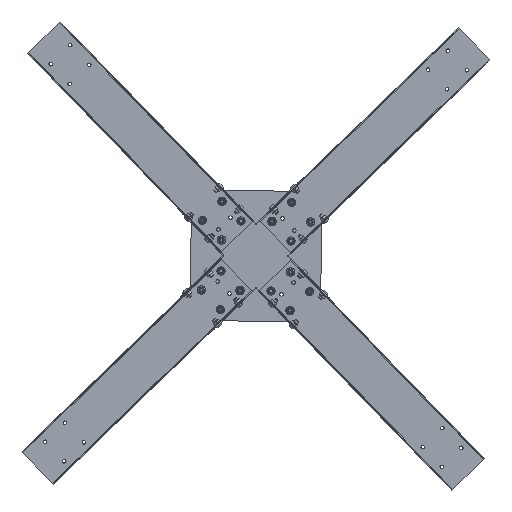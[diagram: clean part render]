
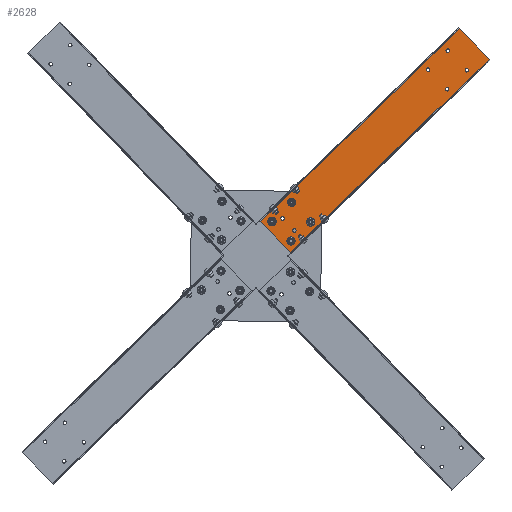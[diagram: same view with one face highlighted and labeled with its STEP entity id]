
A CAD part, front view. The second image highlights one B-rep face of the part: STEP entity #2628.
In plain terms, the highlighted face is planar.
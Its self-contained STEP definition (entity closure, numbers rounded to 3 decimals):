
#540=FACE_BOUND('',#871,.T.);
#541=FACE_BOUND('',#872,.T.);
#542=FACE_BOUND('',#873,.T.);
#543=FACE_BOUND('',#874,.T.);
#544=FACE_BOUND('',#875,.T.);
#545=FACE_BOUND('',#876,.T.);
#546=FACE_BOUND('',#877,.T.);
#547=FACE_BOUND('',#878,.T.);
#548=FACE_BOUND('',#879,.T.);
#549=FACE_BOUND('',#880,.T.);
#589=PLANE('',#2975);
#688=FACE_OUTER_BOUND('',#870,.T.);
#870=EDGE_LOOP('',(#2230,#2231,#2232,#2233));
#871=EDGE_LOOP('',(#2234));
#872=EDGE_LOOP('',(#2235));
#873=EDGE_LOOP('',(#2236));
#874=EDGE_LOOP('',(#2237));
#875=EDGE_LOOP('',(#2238));
#876=EDGE_LOOP('',(#2239));
#877=EDGE_LOOP('',(#2240));
#878=EDGE_LOOP('',(#2241));
#879=EDGE_LOOP('',(#2242));
#880=EDGE_LOOP('',(#2243));
#1029=LINE('',#4398,#1184);
#1038=LINE('',#4424,#1193);
#1040=LINE('',#4427,#1195);
#1042=LINE('',#4431,#1197);
#1184=VECTOR('',#3545,10.);
#1193=VECTOR('',#3576,10.);
#1195=VECTOR('',#3580,10.);
#1197=VECTOR('',#3586,10.);
#1311=CIRCLE('',#2909,1.5);
#1313=CIRCLE('',#2912,1.5);
#1319=CIRCLE('',#2923,1.5);
#1321=CIRCLE('',#2926,1.5);
#1323=CIRCLE('',#2929,1.5);
#1325=CIRCLE('',#2932,1.5);
#1327=CIRCLE('',#2935,1.5);
#1329=CIRCLE('',#2938,1.5);
#1331=CIRCLE('',#2941,1.5);
#1333=CIRCLE('',#2944,1.5);
#1464=VERTEX_POINT('',#4288);
#1466=VERTEX_POINT('',#4294);
#1472=VERTEX_POINT('',#4314);
#1474=VERTEX_POINT('',#4320);
#1476=VERTEX_POINT('',#4326);
#1478=VERTEX_POINT('',#4332);
#1480=VERTEX_POINT('',#4338);
#1482=VERTEX_POINT('',#4344);
#1484=VERTEX_POINT('',#4350);
#1486=VERTEX_POINT('',#4356);
#1496=VERTEX_POINT('',#4389);
#1497=VERTEX_POINT('',#4393);
#1502=VERTEX_POINT('',#4415);
#1503=VERTEX_POINT('',#4419);
#1691=EDGE_CURVE('',#1464,#1464,#1311,.T.);
#1694=EDGE_CURVE('',#1466,#1466,#1313,.T.);
#1703=EDGE_CURVE('',#1472,#1472,#1319,.T.);
#1706=EDGE_CURVE('',#1474,#1474,#1321,.T.);
#1709=EDGE_CURVE('',#1476,#1476,#1323,.T.);
#1712=EDGE_CURVE('',#1478,#1478,#1325,.T.);
#1715=EDGE_CURVE('',#1480,#1480,#1327,.T.);
#1718=EDGE_CURVE('',#1482,#1482,#1329,.T.);
#1721=EDGE_CURVE('',#1484,#1484,#1331,.T.);
#1724=EDGE_CURVE('',#1486,#1486,#1333,.T.);
#1745=EDGE_CURVE('',#1496,#1497,#1029,.T.);
#1758=EDGE_CURVE('',#1502,#1503,#1038,.T.);
#1760=EDGE_CURVE('',#1502,#1497,#1040,.T.);
#1762=EDGE_CURVE('',#1496,#1503,#1042,.T.);
#2230=ORIENTED_EDGE('',*,*,#1745,.T.);
#2231=ORIENTED_EDGE('',*,*,#1760,.F.);
#2232=ORIENTED_EDGE('',*,*,#1758,.T.);
#2233=ORIENTED_EDGE('',*,*,#1762,.F.);
#2234=ORIENTED_EDGE('',*,*,#1691,.T.);
#2235=ORIENTED_EDGE('',*,*,#1694,.T.);
#2236=ORIENTED_EDGE('',*,*,#1703,.T.);
#2237=ORIENTED_EDGE('',*,*,#1706,.T.);
#2238=ORIENTED_EDGE('',*,*,#1709,.T.);
#2239=ORIENTED_EDGE('',*,*,#1712,.T.);
#2240=ORIENTED_EDGE('',*,*,#1715,.T.);
#2241=ORIENTED_EDGE('',*,*,#1718,.T.);
#2242=ORIENTED_EDGE('',*,*,#1721,.T.);
#2243=ORIENTED_EDGE('',*,*,#1724,.T.);
#2628=ADVANCED_FACE('',(#688,#540,#541,#542,#543,#544,#545,#546,#547,#548,
#549),#589,.T.);
#2909=AXIS2_PLACEMENT_3D('',#4289,#3417,#3418);
#2912=AXIS2_PLACEMENT_3D('',#4295,#3424,#3425);
#2923=AXIS2_PLACEMENT_3D('',#4315,#3449,#3450);
#2926=AXIS2_PLACEMENT_3D('',#4321,#3456,#3457);
#2929=AXIS2_PLACEMENT_3D('',#4327,#3463,#3464);
#2932=AXIS2_PLACEMENT_3D('',#4333,#3470,#3471);
#2935=AXIS2_PLACEMENT_3D('',#4339,#3477,#3478);
#2938=AXIS2_PLACEMENT_3D('',#4345,#3484,#3485);
#2941=AXIS2_PLACEMENT_3D('',#4351,#3491,#3492);
#2944=AXIS2_PLACEMENT_3D('',#4357,#3498,#3499);
#2975=AXIS2_PLACEMENT_3D('',#4432,#3587,#3588);
#3417=DIRECTION('center_axis',(0.,0.,-1.));
#3418=DIRECTION('ref_axis',(-1.,0.,0.));
#3424=DIRECTION('center_axis',(0.,0.,-1.));
#3425=DIRECTION('ref_axis',(-1.,0.,0.));
#3449=DIRECTION('center_axis',(0.,0.,-1.));
#3450=DIRECTION('ref_axis',(-1.,0.,0.));
#3456=DIRECTION('center_axis',(0.,0.,-1.));
#3457=DIRECTION('ref_axis',(-1.,0.,0.));
#3463=DIRECTION('center_axis',(0.,0.,-1.));
#3464=DIRECTION('ref_axis',(-1.,0.,0.));
#3470=DIRECTION('center_axis',(0.,0.,-1.));
#3471=DIRECTION('ref_axis',(-1.,0.,0.));
#3477=DIRECTION('center_axis',(0.,0.,-1.));
#3478=DIRECTION('ref_axis',(-1.,0.,0.));
#3484=DIRECTION('center_axis',(0.,0.,-1.));
#3485=DIRECTION('ref_axis',(-1.,0.,0.));
#3491=DIRECTION('center_axis',(0.,0.,-1.));
#3492=DIRECTION('ref_axis',(-1.,0.,0.));
#3498=DIRECTION('center_axis',(0.,0.,-1.));
#3499=DIRECTION('ref_axis',(-1.,0.,0.));
#3545=DIRECTION('',(0.,-1.,0.));
#3576=DIRECTION('',(0.,1.,0.));
#3580=DIRECTION('',(-1.,0.,0.));
#3586=DIRECTION('',(1.,0.,0.));
#3587=DIRECTION('center_axis',(0.,0.,1.));
#3588=DIRECTION('ref_axis',(1.,0.,0.));
#4288=CARTESIAN_POINT('',(-10.429,218.316,0.));
#4289=CARTESIAN_POINT('Origin',(-11.929,218.316,0.));
#4294=CARTESIAN_POINT('',(-24.571,218.316,0.));
#4295=CARTESIAN_POINT('Origin',(-26.071,218.316,0.));
#4314=CARTESIAN_POINT('',(-29.,226.5,0.));
#4315=CARTESIAN_POINT('Origin',(-30.5,226.5,0.));
#4320=CARTESIAN_POINT('',(-29.,203.5,0.));
#4321=CARTESIAN_POINT('Origin',(-30.5,203.5,0.));
#4326=CARTESIAN_POINT('',(-6.,203.5,0.));
#4327=CARTESIAN_POINT('Origin',(-7.5,203.5,0.));
#4332=CARTESIAN_POINT('',(-6.,226.5,0.));
#4333=CARTESIAN_POINT('Origin',(-7.5,226.5,0.));
#4338=CARTESIAN_POINT('',(-29.,43.,0.));
#4339=CARTESIAN_POINT('Origin',(-30.5,43.,0.));
#4344=CARTESIAN_POINT('',(-6.,20.,0.));
#4345=CARTESIAN_POINT('Origin',(-7.5,20.,0.));
#4350=CARTESIAN_POINT('',(-6.,43.,0.));
#4351=CARTESIAN_POINT('Origin',(-7.5,43.,0.));
#4356=CARTESIAN_POINT('',(-29.,20.,0.));
#4357=CARTESIAN_POINT('Origin',(-30.5,20.,0.));
#4389=CARTESIAN_POINT('',(-37.,233.5,0.));
#4393=CARTESIAN_POINT('',(-37.,0.,0.));
#4398=CARTESIAN_POINT('',(-37.,58.375,0.));
#4415=CARTESIAN_POINT('',(-1.,0.,0.));
#4419=CARTESIAN_POINT('',(-1.,233.5,0.));
#4424=CARTESIAN_POINT('',(-1.,175.125,0.));
#4427=CARTESIAN_POINT('',(0.,0.,0.));
#4431=CARTESIAN_POINT('',(-38.,233.5,0.));
#4432=CARTESIAN_POINT('Origin',(-19.,116.75,0.));
